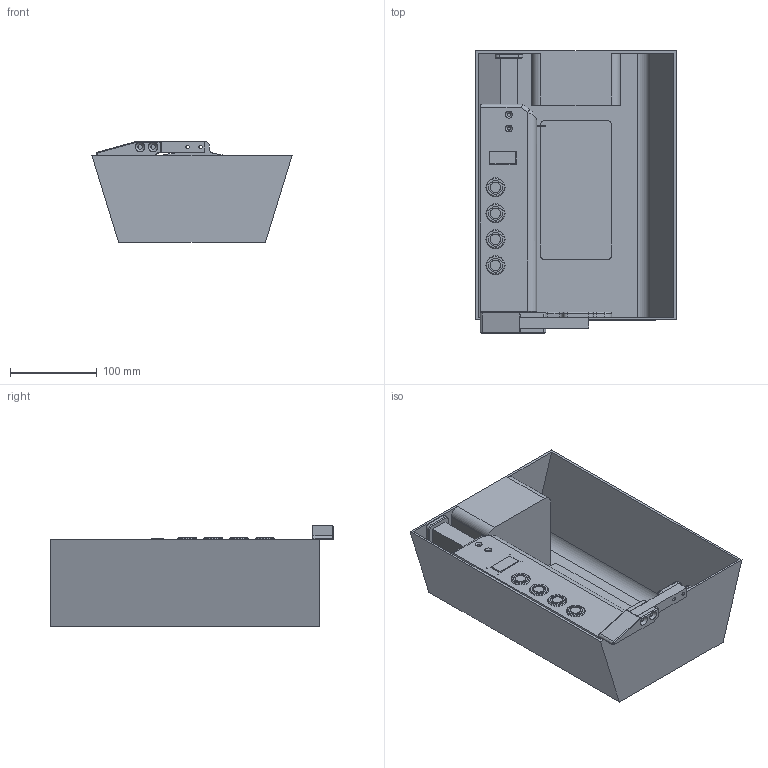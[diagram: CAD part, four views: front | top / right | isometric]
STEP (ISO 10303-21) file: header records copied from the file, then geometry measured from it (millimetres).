
FILE_DESCRIPTION(/* description */ ('','CAx-IF Rec.Pracs.---Representation and Presentation of Product Manufacturing Information (PMI)---4.0---2014-10-13'),/* implementation_level */ '2;1');
FILE_NAME(/* name */ 'Fridge Water Auto Dispenser v31.step',/* time_stamp */ '2025-03-04T17:04:02+08:00',/* author */ (''),/* organization */ (''),/* preprocessor_version */ 'ST-DEVELOPER v20',/* originating_system */ 'Autodesk Translation Framework v13.20.0.188',/* authorisation */ '');
FILE_SCHEMA (('AP242_MANAGED_MODEL_BASED_3D_ENGINEERING_MIM_LF { 1 0 10303 442 1 1 4 }'));
Length unit declared in the file: millimetre
Products named in the file (20): Fridge Water Auto Dispenser; Fridge; Cove Area; Dispense Button; External Parts; SG90 - Micro Servo 9g - Tower Pro v1; SG90 - Micro Servo 9g - Tower Pro.1_Pea; SG90 - Micro Servo 9g - Tower Pro.2_Pea; Load Cell; ESP32 Daughterboard; TM1637 Display; Push Button; HX711 Board; Dispenser Controller; Base Plate; Weighing Plate; Electronics Panel; Top Fixing; 2020 Extrusion; Top Buffer
Assembly tree (22 placements, depth 4):
  Fridge Water Auto Dispenser
    Fridge
      Cove Area
      Dispense Button
    External Parts
      SG90 - Micro Servo 9g - Tower Pro v1
        SG90 - Micro Servo 9g - Tower Pro.1_Pea
        SG90 - Micro Servo 9g - Tower Pro.2_Pea
      Load Cell
      ESP32 Daughterboard
      TM1637 Display
      Push Button  x4
      HX711 Board
    Dispenser Controller
      Base Plate
      Weighing Plate
      Electronics Panel
      Top Fixing
        2020 Extrusion
        Top Buffer
Bounding box: 231.27 x 326.6 x 116.6 mm (x, y, z)
Volume: 1703593 mm3; surface area: 507458.1 mm2
Topology: 29 solids, 29 shells, 1173 faces, 3575 edges, 2602 vertices
Faces by surface type: plane 766, cylinder 309, cone 38, torus 33, bspline 25, sphere 2
Full cylindrical faces by diameter (mm): 0.2 x1, 0.5 x1, 1 x3, 1.2 x6, 1.6 x2, 1.75 x6, 1.8 x4, 2 x8, 2.1 x1, 2.7 x4, 2.75 x4, 3 x8, 3.5 x4, 4 x6, 4.6 x1, 5 x7, 6 x2, 6.9 x1, 12 x4, 16 x4, 19 x8, 22 x4
Entity records: 47792 total; most frequent: CARTESIAN_POINT 15309, ORIENTED_EDGE 7062, DIRECTION 5973, EDGE_CURVE 3531, VERTEX_POINT 2575, LINE 2215, VECTOR 2215, AXIS2_PLACEMENT_3D 1879
